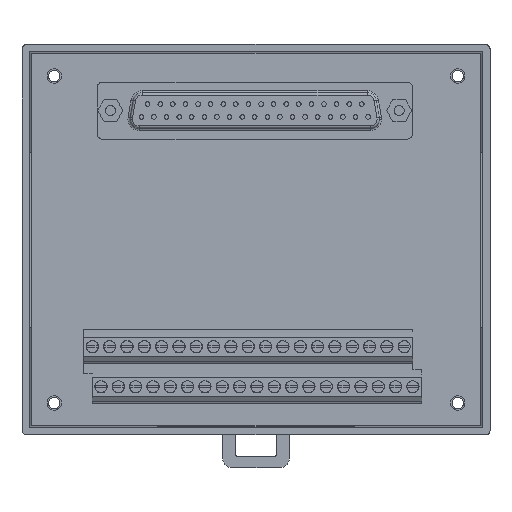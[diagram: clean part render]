
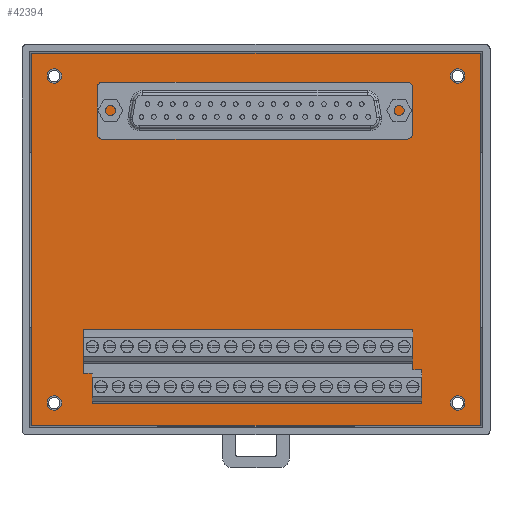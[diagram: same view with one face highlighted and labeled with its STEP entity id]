
A CAD part, top view. The second image highlights one B-rep face of the part: STEP entity #42394.
In plain terms, the highlighted face is planar.
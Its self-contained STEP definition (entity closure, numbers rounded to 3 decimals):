
#340 = ORIENTED_EDGE ( 'NONE', *, *, #42764, .F. ) ;
#398 = CARTESIAN_POINT ( 'NONE',  ( -44.35, 1.6, -37.55 ) ) ;
#423 = CARTESIAN_POINT ( 'NONE',  ( -44.35, 1.6, 34.35 ) ) ;
#629 = AXIS2_PLACEMENT_3D ( 'NONE', #1084, #24246, #4397 ) ;
#1084 = CARTESIAN_POINT ( 'NONE',  ( 44.35, 1.6, -35.95 ) ) ;
#1162 = DIRECTION ( 'NONE',  ( 0., 1., 0. ) ) ;
#1484 = DIRECTION ( 'NONE',  ( 0., 1., 0. ) ) ;
#1492 = FACE_BOUND ( 'NONE', #32044, .T. ) ;
#1620 = VECTOR ( 'NONE', #32936, 1000. ) ;
#1655 = CARTESIAN_POINT ( 'NONE',  ( -44.35, 1.6, 35.95 ) ) ;
#1984 = CIRCLE ( 'NONE', #15240, 1.6 ) ;
#2263 = AXIS2_PLACEMENT_3D ( 'NONE', #32125, #12315, #35469 ) ;
#2771 = LINE ( 'NONE', #22361, #35936 ) ;
#3543 = FACE_BOUND ( 'NONE', #30848, .T. ) ;
#4140 = VERTEX_POINT ( 'NONE', #398 ) ;
#4309 = AXIS2_PLACEMENT_3D ( 'NONE', #34485, #1484, #24652 ) ;
#4390 = EDGE_LOOP ( 'NONE', ( #14702, #28281 ) ) ;
#4397 = DIRECTION ( 'NONE',  ( 0., 0., 1. ) ) ;
#4504 = CARTESIAN_POINT ( 'NONE',  ( 44.35, 1.6, 37.55 ) ) ;
#4875 = EDGE_CURVE ( 'NONE', #26604, #4140, #7001, .T. ) ;
#4971 = DIRECTION ( 'NONE',  ( 0., 0., 1. ) ) ;
#5828 = DIRECTION ( 'NONE',  ( 0., 0., 1. ) ) ;
#7001 = CIRCLE ( 'NONE', #19581, 1.6 ) ;
#7151 = EDGE_CURVE ( 'NONE', #11278, #31962, #28046, .T. ) ;
#7493 = CARTESIAN_POINT ( 'NONE',  ( -44.35, 1.6, -35.95 ) ) ;
#7620 = CARTESIAN_POINT ( 'NONE',  ( 44.35, 1.6, -37.55 ) ) ;
#9317 = CIRCLE ( 'NONE', #23590, 1.6 ) ;
#9682 = LINE ( 'NONE', #14758, #26258 ) ;
#10125 = ORIENTED_EDGE ( 'NONE', *, *, #11263, .T. ) ;
#10308 = FACE_BOUND ( 'NONE', #4390, .T. ) ;
#10643 = EDGE_CURVE ( 'NONE', #14097, #32155, #31469, .T. ) ;
#10804 = DIRECTION ( 'NONE',  ( 0., 1., 0. ) ) ;
#10853 = DIRECTION ( 'NONE',  ( 0., 0., -1. ) ) ;
#10978 = CIRCLE ( 'NONE', #2263, 1.6 ) ;
#11263 = EDGE_CURVE ( 'NONE', #27602, #38810, #9682, .T. ) ;
#11278 = VERTEX_POINT ( 'NONE', #25020 ) ;
#12156 = VECTOR ( 'NONE', #15863, 1000. ) ;
#12315 = DIRECTION ( 'NONE',  ( 0., 1., 0. ) ) ;
#12424 = AXIS2_PLACEMENT_3D ( 'NONE', #17229, #40379, #20535 ) ;
#14097 = VERTEX_POINT ( 'NONE', #423 ) ;
#14702 = ORIENTED_EDGE ( 'NONE', *, *, #25226, .F. ) ;
#14758 = CARTESIAN_POINT ( 'NONE',  ( -49.35, 1.6, 40.95 ) ) ;
#15240 = AXIS2_PLACEMENT_3D ( 'NONE', #30595, #10804, #33949 ) ;
#15863 = DIRECTION ( 'NONE',  ( 0., 0., -1. ) ) ;
#15935 = AXIS2_PLACEMENT_3D ( 'NONE', #20979, #1162, #24328 ) ;
#15977 = EDGE_CURVE ( 'NONE', #32155, #14097, #9317, .T. ) ;
#16186 = DIRECTION ( 'NONE',  ( 0., 1., 0. ) ) ;
#17229 = CARTESIAN_POINT ( 'NONE',  ( 44.35, 1.6, 35.95 ) ) ;
#18641 = ORIENTED_EDGE ( 'NONE', *, *, #30172, .F. ) ;
#19581 = AXIS2_PLACEMENT_3D ( 'NONE', #7493, #30645, #10853 ) ;
#20535 = DIRECTION ( 'NONE',  ( 0., 0., -1. ) ) ;
#20979 = CARTESIAN_POINT ( 'NONE',  ( -44.35, 1.6, 35.95 ) ) ;
#22361 = CARTESIAN_POINT ( 'NONE',  ( -49.35, 1.6, -40.95 ) ) ;
#23514 = CARTESIAN_POINT ( 'NONE',  ( 49.35, 1.6, 40.95 ) ) ;
#23590 = AXIS2_PLACEMENT_3D ( 'NONE', #1655, #24839, #4971 ) ;
#24114 = EDGE_LOOP ( 'NONE', ( #340, #42293 ) ) ;
#24246 = DIRECTION ( 'NONE',  ( 0., 1., 0. ) ) ;
#24328 = DIRECTION ( 'NONE',  ( 0., 0., 1. ) ) ;
#24652 = DIRECTION ( 'NONE',  ( 0., 0., 1. ) ) ;
#24839 = DIRECTION ( 'NONE',  ( 0., 1., 0. ) ) ;
#25020 = CARTESIAN_POINT ( 'NONE',  ( 49.35, 1.6, -40.95 ) ) ;
#25178 = CARTESIAN_POINT ( 'NONE',  ( -49.35, 1.6, 40.95 ) ) ;
#25226 = EDGE_CURVE ( 'NONE', #4140, #26604, #1984, .T. ) ;
#26258 = VECTOR ( 'NONE', #28059, 1000. ) ;
#26303 = CARTESIAN_POINT ( 'NONE',  ( -49.35, 1.6, -40.95 ) ) ;
#26604 = VERTEX_POINT ( 'NONE', #32772 ) ;
#27602 = VERTEX_POINT ( 'NONE', #25178 ) ;
#27931 = VERTEX_POINT ( 'NONE', #7620 ) ;
#28046 = LINE ( 'NONE', #26303, #1620 ) ;
#28059 = DIRECTION ( 'NONE',  ( 1., 0., 0. ) ) ;
#28228 = EDGE_CURVE ( 'NONE', #38810, #11278, #38523, .T. ) ;
#28235 = ORIENTED_EDGE ( 'NONE', *, *, #28755, .F. ) ;
#28281 = ORIENTED_EDGE ( 'NONE', *, *, #4875, .F. ) ;
#28666 = CARTESIAN_POINT ( 'NONE',  ( -44.35, 1.6, 37.55 ) ) ;
#28755 = EDGE_CURVE ( 'NONE', #35926, #27931, #36408, .T. ) ;
#28759 = ORIENTED_EDGE ( 'NONE', *, *, #30716, .T. ) ;
#29696 = AXIS2_PLACEMENT_3D ( 'NONE', #36006, #16186, #39328 ) ;
#30172 = EDGE_CURVE ( 'NONE', #27931, #35926, #33391, .T. ) ;
#30519 = CIRCLE ( 'NONE', #12424, 1.6 ) ;
#30595 = CARTESIAN_POINT ( 'NONE',  ( -44.35, 1.6, -35.95 ) ) ;
#30645 = DIRECTION ( 'NONE',  ( 0., 1., 0. ) ) ;
#30716 = EDGE_CURVE ( 'NONE', #31962, #27602, #2771, .T. ) ;
#30827 = CARTESIAN_POINT ( 'NONE',  ( -49.35, 1.6, -40.95 ) ) ;
#30848 = EDGE_LOOP ( 'NONE', ( #18641, #28235 ) ) ;
#31425 = CARTESIAN_POINT ( 'NONE',  ( 44.35, 1.6, -34.35 ) ) ;
#31469 = CIRCLE ( 'NONE', #15935, 1.6 ) ;
#31962 = VERTEX_POINT ( 'NONE', #30827 ) ;
#32044 = EDGE_LOOP ( 'NONE', ( #36908, #41135 ) ) ;
#32125 = CARTESIAN_POINT ( 'NONE',  ( 44.35, 1.6, 35.95 ) ) ;
#32155 = VERTEX_POINT ( 'NONE', #28666 ) ;
#32356 = CARTESIAN_POINT ( 'NONE',  ( 49.35, 1.6, -40.95 ) ) ;
#32772 = CARTESIAN_POINT ( 'NONE',  ( -44.35, 1.6, -34.35 ) ) ;
#32936 = DIRECTION ( 'NONE',  ( -1., 0., 0. ) ) ;
#33391 = CIRCLE ( 'NONE', #29696, 1.6 ) ;
#33949 = DIRECTION ( 'NONE',  ( 0., 0., -1. ) ) ;
#34485 = CARTESIAN_POINT ( 'NONE',  ( 0., 1.6, 0. ) ) ;
#35469 = DIRECTION ( 'NONE',  ( 0., 0., -1. ) ) ;
#35689 = FACE_BOUND ( 'NONE', #24114, .T. ) ;
#35926 = VERTEX_POINT ( 'NONE', #31425 ) ;
#35936 = VECTOR ( 'NONE', #5828, 1000. ) ;
#36006 = CARTESIAN_POINT ( 'NONE',  ( 44.35, 1.6, -35.95 ) ) ;
#36408 = CIRCLE ( 'NONE', #629, 1.6 ) ;
#36691 = FACE_OUTER_BOUND ( 'NONE', #40348, .T. ) ;
#36908 = ORIENTED_EDGE ( 'NONE', *, *, #10643, .F. ) ;
#37732 = ORIENTED_EDGE ( 'NONE', *, *, #7151, .T. ) ;
#37813 = PLANE ( 'NONE',  #4309 ) ;
#37939 = EDGE_CURVE ( 'NONE', #42370, #42443, #10978, .T. ) ;
#38523 = LINE ( 'NONE', #32356, #12156 ) ;
#38810 = VERTEX_POINT ( 'NONE', #23514 ) ;
#39328 = DIRECTION ( 'NONE',  ( 0., 0., 1. ) ) ;
#40348 = EDGE_LOOP ( 'NONE', ( #28759, #10125, #40711, #37732 ) ) ;
#40379 = DIRECTION ( 'NONE',  ( 0., 1., 0. ) ) ;
#40711 = ORIENTED_EDGE ( 'NONE', *, *, #28228, .T. ) ;
#41135 = ORIENTED_EDGE ( 'NONE', *, *, #15977, .F. ) ;
#41299 = CARTESIAN_POINT ( 'NONE',  ( 44.35, 1.6, 34.35 ) ) ;
#42293 = ORIENTED_EDGE ( 'NONE', *, *, #37939, .F. ) ;
#42370 = VERTEX_POINT ( 'NONE', #4504 ) ;
#42394 = ADVANCED_FACE ( 'NONE', ( #3543, #1492, #36691, #10308, #35689 ), #37813, .T. ) ;
#42443 = VERTEX_POINT ( 'NONE', #41299 ) ;
#42764 = EDGE_CURVE ( 'NONE', #42443, #42370, #30519, .T. ) ;
